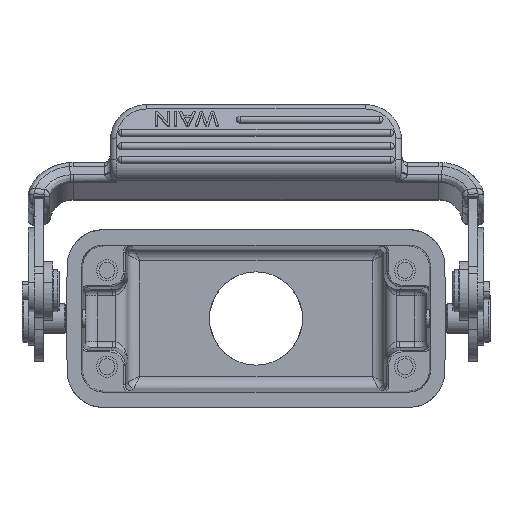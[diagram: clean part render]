
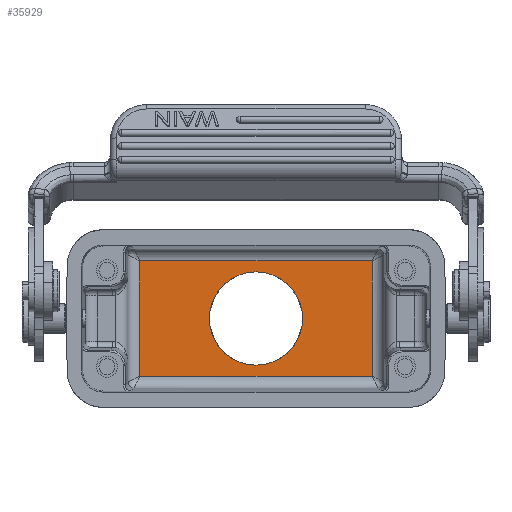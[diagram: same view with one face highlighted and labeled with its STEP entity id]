
A CAD part, front view. The second image highlights one B-rep face of the part: STEP entity #35929.
In plain terms, the highlighted planar face has unit normal (0, -1, 0).
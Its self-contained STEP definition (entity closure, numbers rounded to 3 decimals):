
#10682=CARTESIAN_POINT('',(19.261,42.,9.551));
#10692=DIRECTION('',(0.,0.,1.));
#10693=VECTOR('',#10692,19.103);
#10694=CARTESIAN_POINT('',(19.261,42.,-9.551));
#10695=LINE('',#10694,#10693);
#10696=CARTESIAN_POINT('',(19.261,42.,-9.551));
#11099=DIRECTION('',(1.,0.,0.));
#11100=VECTOR('',#11099,38.522);
#11101=CARTESIAN_POINT('',(-19.261,42.,-9.551));
#11102=LINE('',#11101,#11100);
#11360=CARTESIAN_POINT('',(-19.261,42.,9.551));
#11370=DIRECTION('',(1.,0.,0.));
#11371=VECTOR('',#11370,38.522);
#11372=CARTESIAN_POINT('',(-19.261,42.,9.551));
#11373=LINE('',#11372,#11371);
#11374=CARTESIAN_POINT('',(0.,42.,0.));
#11375=DIRECTION('',(0.,-1.,0.));
#11376=DIRECTION('',(0.,0.,-1.));
#11377=AXIS2_PLACEMENT_3D('',#11374,#11375,#11376);
#11379=CARTESIAN_POINT('',(0.,42.,0.));
#11380=DIRECTION('',(0.,-1.,0.));
#11381=DIRECTION('',(0.,0.,1.));
#11382=AXIS2_PLACEMENT_3D('',#11379,#11380,#11381);
#11384=CARTESIAN_POINT('',(-19.261,42.,-9.551));
#11408=DIRECTION('',(0.,0.,-1.));
#11409=VECTOR('',#11408,19.103);
#11410=CARTESIAN_POINT('',(-19.261,42.,9.551));
#11411=LINE('',#11410,#11409);
#13274=VERTEX_POINT('',#11360);
#13277=VERTEX_POINT('',#10682);
#13508=CARTESIAN_POINT('',(0.,42.,7.743));
#13509=VERTEX_POINT('',#13508);
#13510=CARTESIAN_POINT('',(0.,42.,-7.743));
#13511=VERTEX_POINT('',#13510);
#13512=VERTEX_POINT('',#10696);
#13640=VERTEX_POINT('',#11384);
#35911=CARTESIAN_POINT('',(0.,42.,0.));
#35912=DIRECTION('',(0.,1.,0.));
#35913=DIRECTION('',(0.,0.,-1.));
#35914=AXIS2_PLACEMENT_3D('',#35911,#35912,#35913);
#35915=PLANE('',#35914);
#35916=ORIENTED_EDGE('',*,*,#34642,.F.);
#35917=ORIENTED_EDGE('',*,*,#35402,.F.);
#35919=ORIENTED_EDGE('',*,*,#35918,.F.);
#35920=ORIENTED_EDGE('',*,*,#35906,.T.);
#35921=EDGE_LOOP('',(#35916,#35917,#35919,#35920));
#35922=FACE_OUTER_BOUND('',#35921,.F.);
#35924=ORIENTED_EDGE('',*,*,#35923,.T.);
#35926=ORIENTED_EDGE('',*,*,#35925,.T.);
#35927=EDGE_LOOP('',(#35924,#35926));
#35928=FACE_BOUND('',#35927,.F.);
#35929=ADVANCED_FACE('',(#35922,#35928),#35915,.F.);
#11378=CIRCLE('',#11377,7.743);
#11383=CIRCLE('',#11382,7.743);
#34642=EDGE_CURVE('',#13512,#13277,#10695,.T.);
#35402=EDGE_CURVE('',#13640,#13512,#11102,.T.);
#35906=EDGE_CURVE('',#13274,#13277,#11373,.T.);
#35918=EDGE_CURVE('',#13274,#13640,#11411,.T.);
#35923=EDGE_CURVE('',#13511,#13509,#11378,.T.);
#35925=EDGE_CURVE('',#13509,#13511,#11383,.T.);
